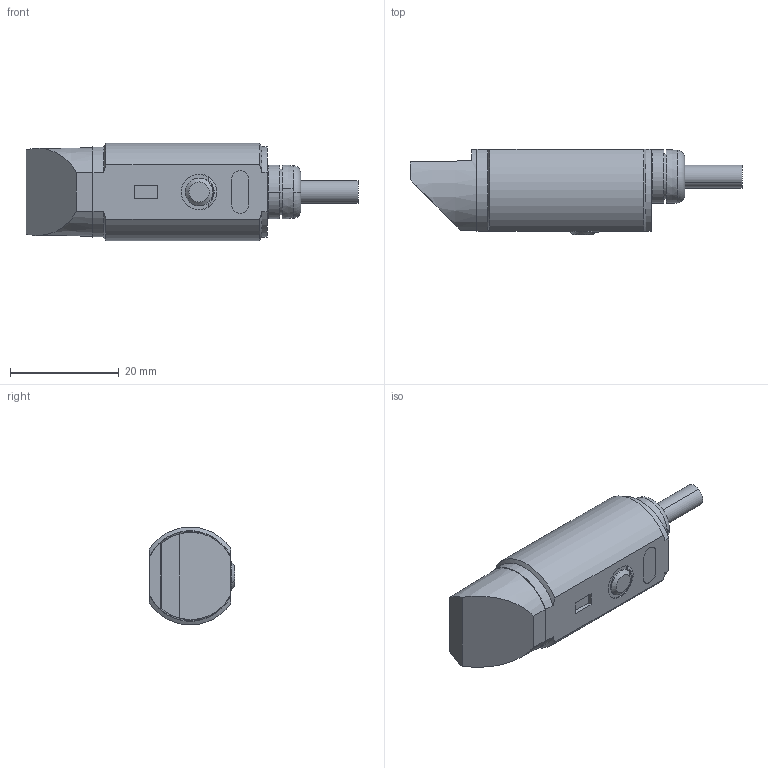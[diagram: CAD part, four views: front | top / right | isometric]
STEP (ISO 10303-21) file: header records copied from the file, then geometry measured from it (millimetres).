
FILE_DESCRIPTION(('Creo Elements/Direct Modeling STEP Export'),'2;1');
FILE_NAME('PA18CA-radial-cable-simpel.stp','2017-01-17T13:38:23',('Palle Edslev '),('EDSLEV A/S'),'Creo Elements/Direct Modeling STEP processor for AP214 (Solid Model)','Creo Elements/Direct Modeling 18.1H 24-Oct-2015 (C) Parametric Technology GmbH','');
FILE_SCHEMA(('AUTOMOTIVE_DESIGN { 1 0 10303 214 1 1 1 1 }'));
Length unit declared in the file: millimetre
Products named in the file (2): PA18CA-radial-cable-simpel
Assembly tree (1 placements, depth 2):
  PA18CA-radial-cable-simpel
    PA18CA-radial-cable-simpel
Bounding box: 61 x 15.67 x 18 mm (x, y, z)
Volume: 9674.3 mm3; surface area: 3062.1 mm2
Topology: 1 solids, 1 shells, 68 faces, 174 edges, 118 vertices
Faces by surface type: plane 33, cone 17, cylinder 14, torus 4
Entity records: 2461 total; most frequent: CARTESIAN_POINT 646, ORIENTED_EDGE 348, DIRECTION 306, EDGE_CURVE 174, VERTEX_POINT 118, AXIS2_PLACEMENT_3D 115, EDGE_LOOP 78, VECTOR 76
